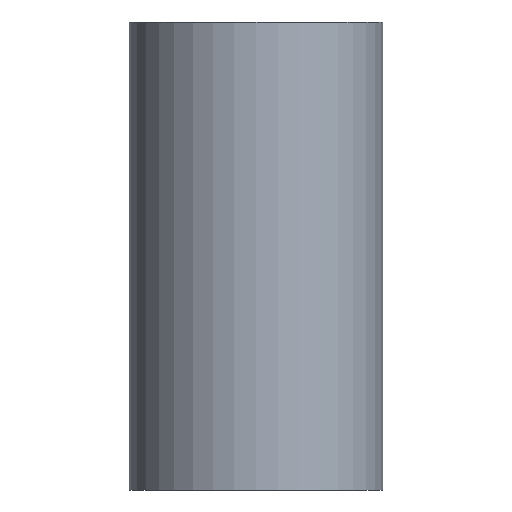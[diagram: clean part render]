
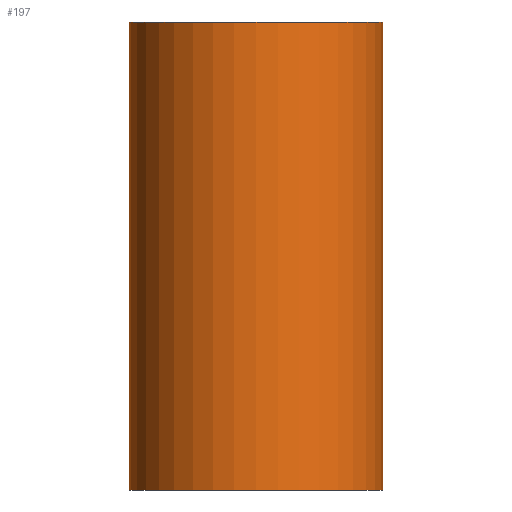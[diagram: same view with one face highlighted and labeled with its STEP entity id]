
A CAD part, front view. The second image highlights one B-rep face of the part: STEP entity #197.
In plain terms, the highlighted cylindrical face has radius 25.5 mm (diameter 51 mm), a full revolution.
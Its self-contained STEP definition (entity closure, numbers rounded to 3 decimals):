
#16=B_SPLINE_CURVE_WITH_KNOTS('',3,(#393,#394,#395,#396,#397,#398,#399,
#400,#401,#402,#403,#404,#405,#406,#407,#408,#409,#410,#411,#412,#413,#414,
#415,#416,#417,#418,#419,#420,#421,#422,#423,#424,#425,#426,#427,#428,#429,
#430,#431,#432,#433,#434,#435,#436,#437,#438,#439,#440,#441,#442,#443,#444,
#445,#446,#447,#448,#449,#450),.UNSPECIFIED.,.T.,.F.,(4,2,2,2,2,2,2,2,2,
2,2,2,2,2,2,2,2,2,2,2,2,2,2,2,2,2,2,2,4),(0.,0.335,0.671,
1.341,1.673,2.005,2.336,2.668,
3.,3.331,3.663,3.995,4.665,
5.001,5.336,5.671,6.007,6.677,
7.009,7.341,7.672,8.004,8.336,
8.667,8.999,9.331,10.001,10.337,
10.672),.UNSPECIFIED.);
#29=CYLINDRICAL_SURFACE('',#230,25.5);
#44=FACE_BOUND('',#92,.T.);
#45=FACE_BOUND('',#93,.T.);
#61=FACE_OUTER_BOUND('',#91,.T.);
#91=EDGE_LOOP('',(#174));
#92=EDGE_LOOP('',(#175));
#93=EDGE_LOOP('',(#176));
#101=CIRCLE('',#208,25.5);
#105=CIRCLE('',#215,25.5);
#116=VERTEX_POINT('',#307);
#120=VERTEX_POINT('',#318);
#129=VERTEX_POINT('',#392);
#133=EDGE_CURVE('',#116,#116,#101,.T.);
#137=EDGE_CURVE('',#120,#120,#105,.T.);
#146=EDGE_CURVE('',#129,#129,#16,.T.);
#174=ORIENTED_EDGE('',*,*,#133,.F.);
#175=ORIENTED_EDGE('',*,*,#137,.F.);
#176=ORIENTED_EDGE('',*,*,#146,.T.);
#197=ADVANCED_FACE('',(#61,#44,#45),#29,.T.);
#208=AXIS2_PLACEMENT_3D('',#308,#247,#248);
#215=AXIS2_PLACEMENT_3D('',#319,#261,#262);
#230=AXIS2_PLACEMENT_3D('',#451,#291,#292);
#247=DIRECTION('center_axis',(0.,0.,1.));
#248=DIRECTION('ref_axis',(-1.,0.,0.));
#261=DIRECTION('center_axis',(0.,0.,-1.));
#262=DIRECTION('ref_axis',(-1.,0.,0.));
#291=DIRECTION('center_axis',(0.,0.,1.));
#292=DIRECTION('ref_axis',(-1.,0.,0.));
#307=CARTESIAN_POINT('',(25.5,0.,47.));
#308=CARTESIAN_POINT('Origin',(0.,0.,47.));
#318=CARTESIAN_POINT('',(25.5,0.,-47.));
#319=CARTESIAN_POINT('Origin',(0.,0.,-47.));
#392=CARTESIAN_POINT('',(17.,19.007,0.));
#393=CARTESIAN_POINT('Ctrl Pts',(17.,19.007,0.));
#394=CARTESIAN_POINT('Ctrl Pts',(17.,19.007,1.118));
#395=CARTESIAN_POINT('Ctrl Pts',(16.888,19.108,2.253));
#396=CARTESIAN_POINT('Ctrl Pts',(16.439,19.496,4.479));
#397=CARTESIAN_POINT('Ctrl Pts',(16.101,19.782,5.57));
#398=CARTESIAN_POINT('Ctrl Pts',(14.789,20.803,8.681));
#399=CARTESIAN_POINT('Ctrl Pts',(13.5,21.698,10.542));
#400=CARTESIAN_POINT('Ctrl Pts',(11.29,22.88,12.752));
#401=CARTESIAN_POINT('Ctrl Pts',(10.461,23.276,13.446));
#402=CARTESIAN_POINT('Ctrl Pts',(8.641,24.011,14.681));
#403=CARTESIAN_POINT('Ctrl Pts',(7.651,24.349,15.223));
#404=CARTESIAN_POINT('Ctrl Pts',(5.565,24.909,16.103));
#405=CARTESIAN_POINT('Ctrl Pts',(4.467,25.131,16.442));
#406=CARTESIAN_POINT('Ctrl Pts',(2.238,25.427,16.89));
#407=CARTESIAN_POINT('Ctrl Pts',(1.106,25.5,17.));
#408=CARTESIAN_POINT('Ctrl Pts',(-1.106,25.5,17.));
#409=CARTESIAN_POINT('Ctrl Pts',(-2.238,25.427,16.89));
#410=CARTESIAN_POINT('Ctrl Pts',(-4.467,25.131,16.442));
#411=CARTESIAN_POINT('Ctrl Pts',(-5.565,24.909,16.103));
#412=CARTESIAN_POINT('Ctrl Pts',(-7.651,24.349,15.223));
#413=CARTESIAN_POINT('Ctrl Pts',(-8.641,24.011,14.681));
#414=CARTESIAN_POINT('Ctrl Pts',(-10.461,23.276,13.446));
#415=CARTESIAN_POINT('Ctrl Pts',(-11.29,22.88,12.752));
#416=CARTESIAN_POINT('Ctrl Pts',(-13.5,21.698,10.542));
#417=CARTESIAN_POINT('Ctrl Pts',(-14.789,20.803,8.681));
#418=CARTESIAN_POINT('Ctrl Pts',(-16.101,19.782,5.57));
#419=CARTESIAN_POINT('Ctrl Pts',(-16.439,19.496,4.479));
#420=CARTESIAN_POINT('Ctrl Pts',(-16.888,19.108,2.253));
#421=CARTESIAN_POINT('Ctrl Pts',(-17.,19.007,1.118));
#422=CARTESIAN_POINT('Ctrl Pts',(-17.,19.007,-1.118));
#423=CARTESIAN_POINT('Ctrl Pts',(-16.888,19.108,-2.253));
#424=CARTESIAN_POINT('Ctrl Pts',(-16.439,19.496,-4.479));
#425=CARTESIAN_POINT('Ctrl Pts',(-16.101,19.782,-5.57));
#426=CARTESIAN_POINT('Ctrl Pts',(-14.789,20.803,-8.681));
#427=CARTESIAN_POINT('Ctrl Pts',(-13.5,21.698,-10.542));
#428=CARTESIAN_POINT('Ctrl Pts',(-11.29,22.88,-12.752));
#429=CARTESIAN_POINT('Ctrl Pts',(-10.461,23.276,-13.446));
#430=CARTESIAN_POINT('Ctrl Pts',(-8.641,24.011,-14.681));
#431=CARTESIAN_POINT('Ctrl Pts',(-7.651,24.349,-15.223));
#432=CARTESIAN_POINT('Ctrl Pts',(-5.565,24.909,-16.103));
#433=CARTESIAN_POINT('Ctrl Pts',(-4.467,25.131,-16.442));
#434=CARTESIAN_POINT('Ctrl Pts',(-2.238,25.427,-16.89));
#435=CARTESIAN_POINT('Ctrl Pts',(-1.106,25.5,-17.));
#436=CARTESIAN_POINT('Ctrl Pts',(1.106,25.5,-17.));
#437=CARTESIAN_POINT('Ctrl Pts',(2.238,25.427,-16.89));
#438=CARTESIAN_POINT('Ctrl Pts',(4.467,25.131,-16.442));
#439=CARTESIAN_POINT('Ctrl Pts',(5.565,24.909,-16.103));
#440=CARTESIAN_POINT('Ctrl Pts',(7.651,24.349,-15.223));
#441=CARTESIAN_POINT('Ctrl Pts',(8.641,24.011,-14.681));
#442=CARTESIAN_POINT('Ctrl Pts',(10.461,23.276,-13.446));
#443=CARTESIAN_POINT('Ctrl Pts',(11.29,22.88,-12.752));
#444=CARTESIAN_POINT('Ctrl Pts',(13.5,21.698,-10.542));
#445=CARTESIAN_POINT('Ctrl Pts',(14.789,20.803,-8.681));
#446=CARTESIAN_POINT('Ctrl Pts',(16.101,19.782,-5.57));
#447=CARTESIAN_POINT('Ctrl Pts',(16.439,19.496,-4.479));
#448=CARTESIAN_POINT('Ctrl Pts',(16.888,19.108,-2.253));
#449=CARTESIAN_POINT('Ctrl Pts',(17.,19.007,-1.118));
#450=CARTESIAN_POINT('Ctrl Pts',(17.,19.007,0.));
#451=CARTESIAN_POINT('Origin',(0.,0.,0.));
